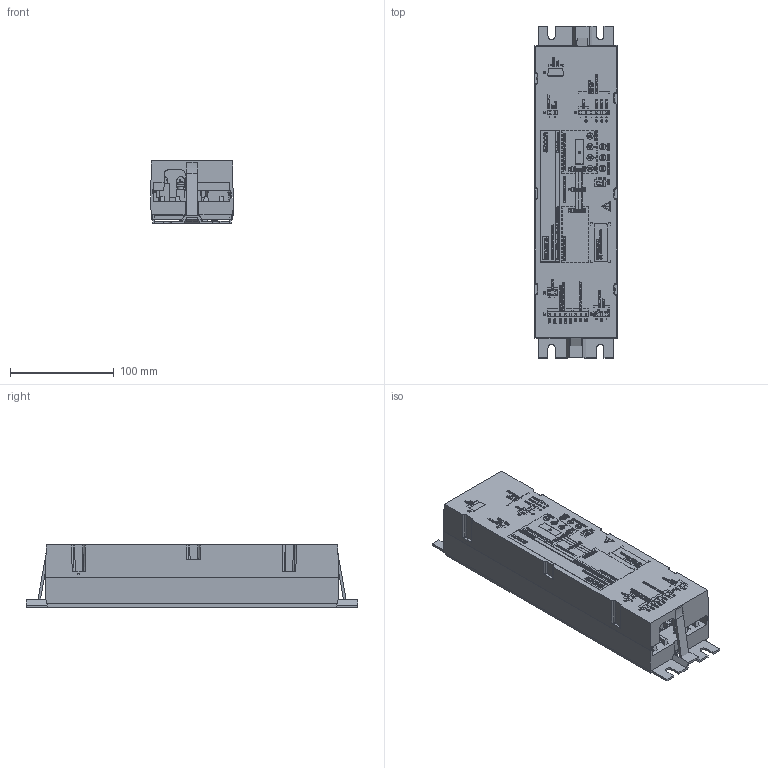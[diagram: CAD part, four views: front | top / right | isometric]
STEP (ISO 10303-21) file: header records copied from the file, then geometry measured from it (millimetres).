
FILE_DESCRIPTION(/* description */ (''),/* implementation_level */ '2;1');
FILE_NAME(/* name */ '6FB1141-1AT11-3WE2_3d.stp',/* time_stamp */ '2018-09-26T10:41:34+02:00',/* author */ ('Naepfel'),/* organization */ ('Siemens AG'),/* preprocessor_version */ 'ST-DEVELOPER v16',/* originating_system */ 'SIEMENS PLM Software NX 10.0',/* authorisation */ '');
FILE_SCHEMA (('AUTOMOTIVE_DESIGN { 1 0 10303 214 3 1 1 1 }'));
Products named in the file (11): A5E45890628A_001; A5E44862423A_001; A5E44862252A_001; A5E44862136A_001; A5E45215437A_001; A5E45215380A_001; A5E42521283A_002; A5E42445424A_002; A5E42427157A_002; A5E45892539A_001; A5E45211420A_001
Assembly tree (10 placements, depth 2):
  A5E45211420A_001
    A5E45892539A_001
    A5E42427157A_002
    A5E42445424A_002
    A5E42521283A_002
    A5E45215380A_001
    A5E45215437A_001
    A5E44862136A_001
    A5E44862252A_001
    A5E44862423A_001
    A5E45890628A_001
Bounding box: 79.56 x 320 x 60.1 mm (x, y, z)
Volume: 367199.7 mm3; surface area: 346831.5 mm2
Topology: 9 solids, 751 shells, 4471 faces, 18607 edges, 15273 vertices
Faces by surface type: plane 3748, extrusion 438, cylinder 253, cone 19, bspline 12, sphere 1
Full cylindrical faces by diameter (mm): 0.7 x2, 1 x2, 1.06 x9, 1.55 x4, 2.26 x2, 2.55 x4, 3 x11, 3.5 x1, 3.783 x2, 3.8 x2, 4 x2, 4.5 x2, 5.6 x1, 6 x8, 6.1 x1, 9 x1, 21 x1, 23 x2
Entity records: 239308 total; most frequent: CARTESIAN_POINT 60543, ORIENTED_EDGE 28312, DIRECTION 22936, EDGE_CURVE 18452, VERTEX_POINT 15219, VECTOR 13676, LINE 13238, EDGE_LOOP 5365
